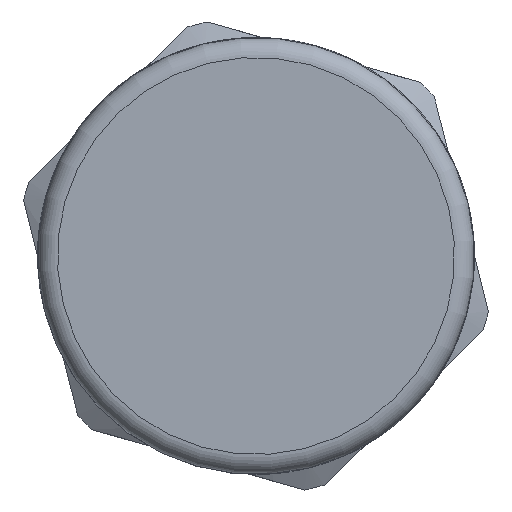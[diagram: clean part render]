
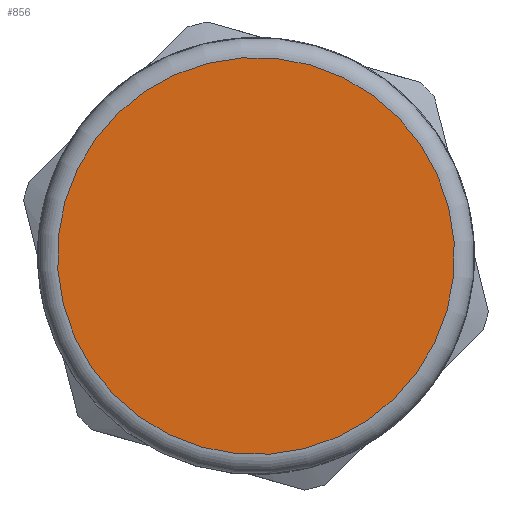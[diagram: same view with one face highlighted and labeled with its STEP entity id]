
A CAD part, left-side view. The second image highlights one B-rep face of the part: STEP entity #856.
In plain terms, the highlighted planar face has unit normal (-1, 0, 0).
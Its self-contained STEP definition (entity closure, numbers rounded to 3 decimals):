
#673=CARTESIAN_POINT('',(-2.8,12.418,-8.414));
#674=VERTEX_POINT('',#673);
#675=CARTESIAN_POINT('',(-2.8,0.0,0.0));
#676=DIRECTION('',(1.0,0.0,0.0));
#677=DIRECTION('',(0.0,-0.828,0.561));
#678=AXIS2_PLACEMENT_3D('',#675,#676,#677);
#679=CIRCLE('',#678,15.);
#680=EDGE_CURVE('',#674,#674,#679,.T.);
#848=CARTESIAN_POINT('',(-2.8,11.725,-7.944));
#849=DIRECTION('',(-1.0,0.0,0.0));
#850=DIRECTION('',(0.0,0.561,0.828));
#851=AXIS2_PLACEMENT_3D('',#848,#849,#850);
#852=PLANE('',#851);
#853=ORIENTED_EDGE('',*,*,#680,.F.);
#854=EDGE_LOOP('',(#853));
#855=FACE_OUTER_BOUND('',#854,.T.);
#856=ADVANCED_FACE('',(#855),#852,.T.);
